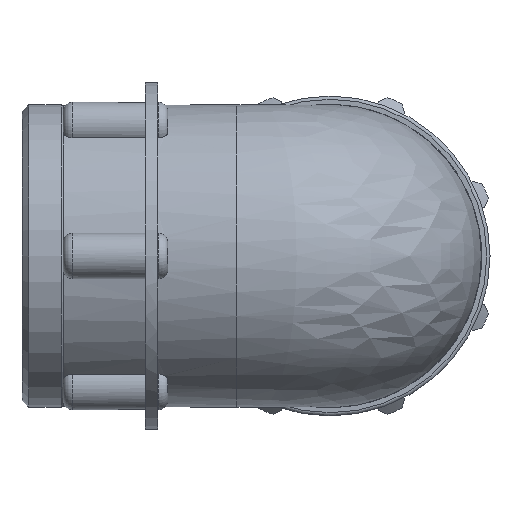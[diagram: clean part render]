
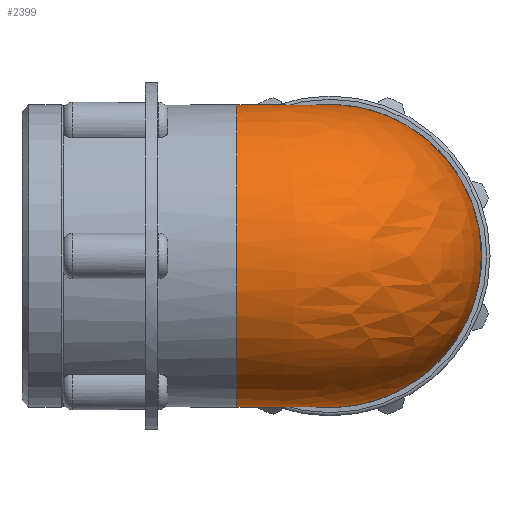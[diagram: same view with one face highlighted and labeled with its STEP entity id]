
A CAD part, left-side view. The second image highlights one B-rep face of the part: STEP entity #2399.
In plain terms, the highlighted free-form (B-spline) face has degree [2, 2] with [7, 3] control points.
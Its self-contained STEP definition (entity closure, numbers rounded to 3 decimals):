
#63=(
BOUNDED_SURFACE()
B_SPLINE_SURFACE(2,2,((#4169,#4170,#4171),(#4172,#4173,#4174),(#4175,#4176,
#4177),(#4178,#4179,#4180),(#4181,#4182,#4183),(#4184,#4185,#4186),(#4187,
#4188,#4189)),.UNSPECIFIED.,.F.,.F.,.F.)
B_SPLINE_SURFACE_WITH_KNOTS((3,2,2,3),(3,3),(-2.234,-0.745,
0.745,2.234),(-3.142,-1.571),
 .UNSPECIFIED.)
GEOMETRIC_REPRESENTATION_ITEM()
RATIONAL_B_SPLINE_SURFACE(((1.,0.707,1.),(0.735,
0.52,0.735),(1.,0.707,1.),(0.735,
0.52,0.735),(1.,0.707,1.),(0.735,
0.52,0.735),(1.,0.707,1.)))
REPRESENTATION_ITEM('')
SURFACE()
);
#491=FACE_OUTER_BOUND('',#632,.T.);
#632=EDGE_LOOP('',(#1767,#1768));
#818=CIRCLE('',#2601,36.826);
#834=CIRCLE('',#2627,36.826);
#1023=VERTEX_POINT('',#4008);
#1024=VERTEX_POINT('',#4010);
#1288=EDGE_CURVE('',#1024,#1023,#818,.T.);
#1310=EDGE_CURVE('',#1024,#1023,#834,.T.);
#1767=ORIENTED_EDGE('',*,*,#1288,.T.);
#1768=ORIENTED_EDGE('',*,*,#1310,.F.);
#2399=ADVANCED_FACE('',(#491),#63,.F.);
#2601=AXIS2_PLACEMENT_3D('',#4011,#3032,#3033);
#2627=AXIS2_PLACEMENT_3D('',#4168,#3084,#3085);
#3032=DIRECTION('center_axis',(0.,-1.,0.));
#3033=DIRECTION('ref_axis',(-1.,0.,0.));
#3084=DIRECTION('center_axis',(1.,0.,0.));
#3085=DIRECTION('ref_axis',(0.,-1.,0.));
#4008=CARTESIAN_POINT('',(22.662,22.662,-29.028));
#4010=CARTESIAN_POINT('',(22.662,22.662,29.028));
#4011=CARTESIAN_POINT('Origin',(0.,22.662,0.));
#4168=CARTESIAN_POINT('Origin',(22.662,0.,0.));
#4169=CARTESIAN_POINT('Ctrl Pts',(22.662,22.662,-29.028));
#4170=CARTESIAN_POINT('Ctrl Pts',(22.662,22.662,-29.028));
#4171=CARTESIAN_POINT('Ctrl Pts',(22.662,22.662,-29.028));
#4172=CARTESIAN_POINT('Ctrl Pts',(-4.086,22.662,-49.911));
#4173=CARTESIAN_POINT('Ctrl Pts',(-4.086,-4.086,-49.911));
#4174=CARTESIAN_POINT('Ctrl Pts',(22.662,-4.086,-49.911));
#4175=CARTESIAN_POINT('Ctrl Pts',(-27.082,22.662,-24.955));
#4176=CARTESIAN_POINT('Ctrl Pts',(-27.082,-27.082,-24.955));
#4177=CARTESIAN_POINT('Ctrl Pts',(22.662,-27.082,-24.955));
#4178=CARTESIAN_POINT('Ctrl Pts',(-50.077,22.662,0.));
#4179=CARTESIAN_POINT('Ctrl Pts',(-50.077,-50.077,0.));
#4180=CARTESIAN_POINT('Ctrl Pts',(22.662,-50.077,0.));
#4181=CARTESIAN_POINT('Ctrl Pts',(-27.082,22.662,24.955));
#4182=CARTESIAN_POINT('Ctrl Pts',(-27.082,-27.082,24.955));
#4183=CARTESIAN_POINT('Ctrl Pts',(22.662,-27.082,24.955));
#4184=CARTESIAN_POINT('Ctrl Pts',(-4.086,22.662,49.911));
#4185=CARTESIAN_POINT('Ctrl Pts',(-4.086,-4.086,49.911));
#4186=CARTESIAN_POINT('Ctrl Pts',(22.662,-4.086,49.911));
#4187=CARTESIAN_POINT('Ctrl Pts',(22.662,22.662,29.028));
#4188=CARTESIAN_POINT('Ctrl Pts',(22.662,22.662,29.028));
#4189=CARTESIAN_POINT('Ctrl Pts',(22.662,22.662,29.028));
